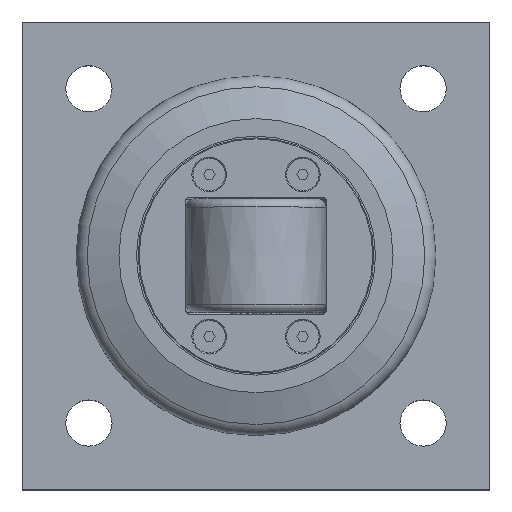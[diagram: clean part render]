
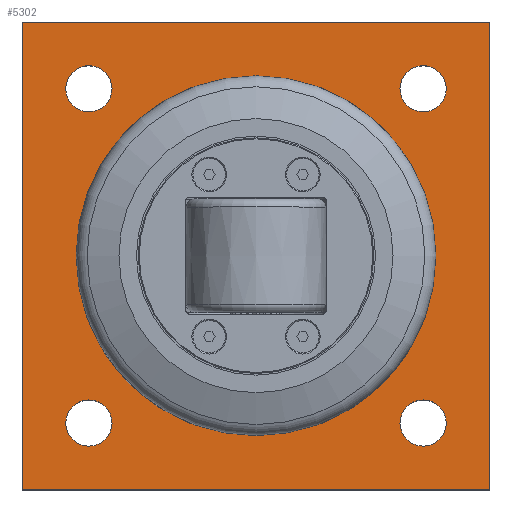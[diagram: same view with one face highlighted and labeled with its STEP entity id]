
A CAD part, top view. The second image highlights one B-rep face of the part: STEP entity #5302.
In plain terms, the highlighted planar face has unit normal (0, 0, 1).
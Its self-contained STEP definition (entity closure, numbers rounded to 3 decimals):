
#94=FACE_BOUND('',#838,.T.);
#95=FACE_BOUND('',#839,.T.);
#96=FACE_BOUND('',#840,.T.);
#97=FACE_BOUND('',#841,.T.);
#98=FACE_BOUND('',#842,.T.);
#287=PLANE('',#5751);
#547=FACE_OUTER_BOUND('',#837,.T.);
#837=EDGE_LOOP('',(#4602,#4603,#4604,#4605));
#838=EDGE_LOOP('',(#4606));
#839=EDGE_LOOP('',(#4607,#4608));
#840=EDGE_LOOP('',(#4609,#4610));
#841=EDGE_LOOP('',(#4611,#4612));
#842=EDGE_LOOP('',(#4613,#4614));
#1344=LINE('',#8801,#1830);
#1348=LINE('',#8809,#1834);
#1351=LINE('',#8815,#1837);
#1354=LINE('',#8820,#1840);
#1830=VECTOR('',#7093,10.);
#1834=VECTOR('',#7099,10.);
#1837=VECTOR('',#7104,10.);
#1840=VECTOR('',#7109,10.);
#1971=CIRCLE('',#5705,35.);
#1984=CIRCLE('',#5731,6.918);
#1985=CIRCLE('',#5732,6.918);
#1987=CIRCLE('',#5735,6.918);
#1988=CIRCLE('',#5736,6.918);
#1990=CIRCLE('',#5739,6.918);
#1991=CIRCLE('',#5740,6.918);
#1993=CIRCLE('',#5743,6.918);
#1994=CIRCLE('',#5744,6.918);
#2469=VERTEX_POINT('',#8719);
#2481=VERTEX_POINT('',#8767);
#2482=VERTEX_POINT('',#8768);
#2484=VERTEX_POINT('',#8775);
#2485=VERTEX_POINT('',#8776);
#2487=VERTEX_POINT('',#8783);
#2488=VERTEX_POINT('',#8784);
#2490=VERTEX_POINT('',#8791);
#2491=VERTEX_POINT('',#8792);
#2493=VERTEX_POINT('',#8799);
#2494=VERTEX_POINT('',#8800);
#2497=VERTEX_POINT('',#8808);
#2499=VERTEX_POINT('',#8814);
#3169=EDGE_CURVE('',#2469,#2469,#1971,.T.);
#3191=EDGE_CURVE('',#2481,#2482,#1984,.T.);
#3192=EDGE_CURVE('',#2482,#2481,#1985,.T.);
#3195=EDGE_CURVE('',#2484,#2485,#1987,.T.);
#3196=EDGE_CURVE('',#2485,#2484,#1988,.T.);
#3199=EDGE_CURVE('',#2487,#2488,#1990,.T.);
#3200=EDGE_CURVE('',#2488,#2487,#1991,.T.);
#3203=EDGE_CURVE('',#2490,#2491,#1993,.T.);
#3204=EDGE_CURVE('',#2491,#2490,#1994,.T.);
#3207=EDGE_CURVE('',#2493,#2494,#1344,.T.);
#3211=EDGE_CURVE('',#2494,#2497,#1348,.T.);
#3214=EDGE_CURVE('',#2497,#2499,#1351,.T.);
#3217=EDGE_CURVE('',#2499,#2493,#1354,.T.);
#4602=ORIENTED_EDGE('',*,*,#3207,.F.);
#4603=ORIENTED_EDGE('',*,*,#3217,.F.);
#4604=ORIENTED_EDGE('',*,*,#3214,.F.);
#4605=ORIENTED_EDGE('',*,*,#3211,.F.);
#4606=ORIENTED_EDGE('',*,*,#3169,.T.);
#4607=ORIENTED_EDGE('',*,*,#3191,.T.);
#4608=ORIENTED_EDGE('',*,*,#3192,.T.);
#4609=ORIENTED_EDGE('',*,*,#3195,.T.);
#4610=ORIENTED_EDGE('',*,*,#3196,.T.);
#4611=ORIENTED_EDGE('',*,*,#3199,.T.);
#4612=ORIENTED_EDGE('',*,*,#3200,.T.);
#4613=ORIENTED_EDGE('',*,*,#3203,.T.);
#4614=ORIENTED_EDGE('',*,*,#3204,.T.);
#5302=ADVANCED_FACE('',(#547,#94,#95,#96,#97,#98),#287,.T.);
#5705=AXIS2_PLACEMENT_3D('',#8721,#6996,#6997);
#5731=AXIS2_PLACEMENT_3D('',#8769,#7057,#7058);
#5732=AXIS2_PLACEMENT_3D('',#8770,#7059,#7060);
#5735=AXIS2_PLACEMENT_3D('',#8777,#7066,#7067);
#5736=AXIS2_PLACEMENT_3D('',#8778,#7068,#7069);
#5739=AXIS2_PLACEMENT_3D('',#8785,#7075,#7076);
#5740=AXIS2_PLACEMENT_3D('',#8786,#7077,#7078);
#5743=AXIS2_PLACEMENT_3D('',#8793,#7084,#7085);
#5744=AXIS2_PLACEMENT_3D('',#8794,#7086,#7087);
#5751=AXIS2_PLACEMENT_3D('',#8823,#7113,#7114);
#6996=DIRECTION('center_axis',(0.,0.,-1.));
#6997=DIRECTION('ref_axis',(0.,1.,0.));
#7057=DIRECTION('center_axis',(0.,0.,-1.));
#7058=DIRECTION('ref_axis',(1.,0.,0.));
#7059=DIRECTION('center_axis',(0.,0.,-1.));
#7060=DIRECTION('ref_axis',(1.,0.,0.));
#7066=DIRECTION('center_axis',(0.,0.,-1.));
#7067=DIRECTION('ref_axis',(1.,0.,0.));
#7068=DIRECTION('center_axis',(0.,0.,-1.));
#7069=DIRECTION('ref_axis',(1.,0.,0.));
#7075=DIRECTION('center_axis',(0.,0.,-1.));
#7076=DIRECTION('ref_axis',(1.,0.,0.));
#7077=DIRECTION('center_axis',(0.,0.,-1.));
#7078=DIRECTION('ref_axis',(1.,0.,0.));
#7084=DIRECTION('center_axis',(0.,0.,-1.));
#7085=DIRECTION('ref_axis',(1.,0.,0.));
#7086=DIRECTION('center_axis',(0.,0.,-1.));
#7087=DIRECTION('ref_axis',(1.,0.,0.));
#7093=DIRECTION('',(0.,1.,0.));
#7099=DIRECTION('',(1.,0.,0.));
#7104=DIRECTION('',(0.,-1.,0.));
#7109=DIRECTION('',(-1.,0.,0.));
#7113=DIRECTION('center_axis',(0.,0.,1.));
#7114=DIRECTION('ref_axis',(1.,0.,0.));
#8719=CARTESIAN_POINT('',(70.,35.,20.));
#8721=CARTESIAN_POINT('Origin',(70.,70.,20.));
#8767=CARTESIAN_POINT('',(26.917,20.,20.));
#8768=CARTESIAN_POINT('',(13.082,20.,20.));
#8769=CARTESIAN_POINT('Origin',(20.,20.,20.));
#8770=CARTESIAN_POINT('Origin',(20.,20.,20.));
#8775=CARTESIAN_POINT('',(126.918,20.,20.));
#8776=CARTESIAN_POINT('',(113.083,20.,20.));
#8777=CARTESIAN_POINT('Origin',(120.,20.,20.));
#8778=CARTESIAN_POINT('Origin',(120.,20.,20.));
#8783=CARTESIAN_POINT('',(126.918,120.,20.));
#8784=CARTESIAN_POINT('',(113.083,120.,20.));
#8785=CARTESIAN_POINT('Origin',(120.,120.,20.));
#8786=CARTESIAN_POINT('Origin',(120.,120.,20.));
#8791=CARTESIAN_POINT('',(26.917,120.,20.));
#8792=CARTESIAN_POINT('',(13.082,120.,20.));
#8793=CARTESIAN_POINT('Origin',(20.,120.,20.));
#8794=CARTESIAN_POINT('Origin',(20.,120.,20.));
#8799=CARTESIAN_POINT('',(0.,0.,20.));
#8800=CARTESIAN_POINT('',(0.,140.,20.));
#8801=CARTESIAN_POINT('',(0.,140.,20.));
#8808=CARTESIAN_POINT('',(140.,140.,20.));
#8809=CARTESIAN_POINT('',(140.,140.,20.));
#8814=CARTESIAN_POINT('',(140.,0.,20.));
#8815=CARTESIAN_POINT('',(140.,0.,20.));
#8820=CARTESIAN_POINT('',(0.,0.,20.));
#8823=CARTESIAN_POINT('Origin',(70.,70.,20.));
